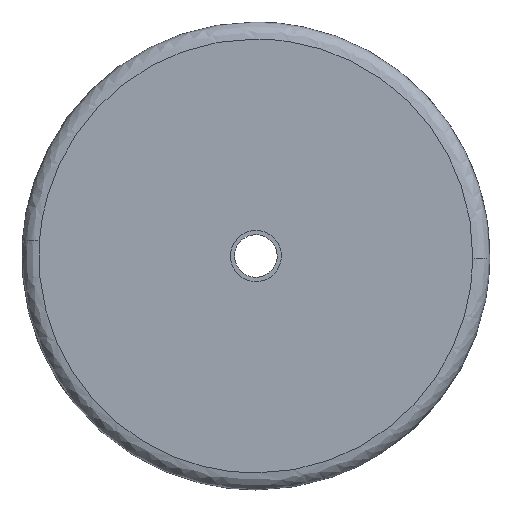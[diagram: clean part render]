
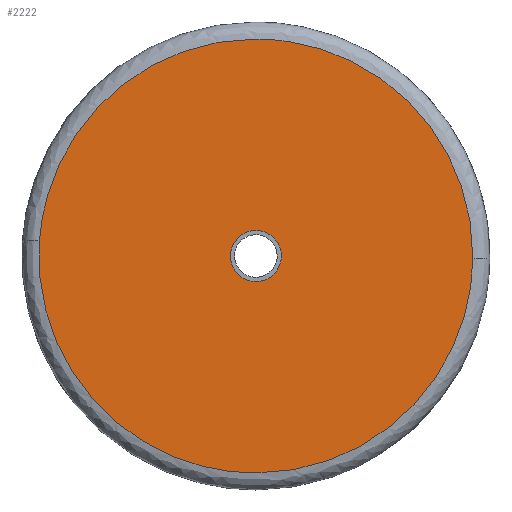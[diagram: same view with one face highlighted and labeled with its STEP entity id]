
A CAD part, front view. The second image highlights one B-rep face of the part: STEP entity #2222.
In plain terms, the highlighted free-form (B-spline) face has degree [1, 1] with [2, 2] control points.
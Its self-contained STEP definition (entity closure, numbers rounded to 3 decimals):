
#1111=CARTESIAN_POINT('',(2.383,-8.0,-0.283));
#1112=VERTEX_POINT('',#1111);
#1113=CARTESIAN_POINT('',(0.0,-8.0,2.4));
#1114=VERTEX_POINT('',#1113);
#1115=CARTESIAN_POINT('',(2.383,-8.0,-0.283));
#1116=CARTESIAN_POINT('',(2.4,-8.0,-0.142));
#1117=CARTESIAN_POINT('',(2.4,-8.0,0.));
#1118=CARTESIAN_POINT('',(2.4,-8.0,2.4));
#1119=CARTESIAN_POINT('',(0.0,-8.0,2.4));
#1127=(BOUNDED_CURVE()B_SPLINE_CURVE(2,(#1115,#1116,#1117,#1118,#1119),.UNSPECIFIED.,.F.,.U.)B_SPLINE_CURVE_WITH_KNOTS((3,2,3),(0.23,0.25,0.5),.UNSPECIFIED.)CURVE()GEOMETRIC_REPRESENTATION_ITEM()RATIONAL_B_SPLINE_CURVE((0.956,0.976,1.0,0.707,1.0))REPRESENTATION_ITEM(''));
#1128=EDGE_CURVE('',#1112,#1114,#1127,.T.);
#1130=CARTESIAN_POINT('',(-2.396,-8.0,0.147));
#1131=VERTEX_POINT('',#1130);
#1132=CARTESIAN_POINT('',(0.0,-8.0,2.4));
#1133=CARTESIAN_POINT('',(-2.258,-8.0,2.4));
#1134=CARTESIAN_POINT('',(-2.396,-8.0,0.147));
#1142=(BOUNDED_CURVE()B_SPLINE_CURVE(2,(#1132,#1133,#1134),.UNSPECIFIED.,.F.,.U.)B_SPLINE_CURVE_WITH_KNOTS((3,3),(0.5,0.739),.UNSPECIFIED.)CURVE()GEOMETRIC_REPRESENTATION_ITEM()RATIONAL_B_SPLINE_CURVE((1.0,0.72,0.976))REPRESENTATION_ITEM(''));
#1143=EDGE_CURVE('',#1114,#1131,#1142,.T.);
#1210=CARTESIAN_POINT('',(0.0,-8.0,-2.4));
#1211=VERTEX_POINT('',#1210);
#1212=CARTESIAN_POINT('',(0.0,-8.0,-2.4));
#1213=CARTESIAN_POINT('',(2.132,-8.0,-2.4));
#1214=CARTESIAN_POINT('',(2.383,-8.0,-0.283));
#1222=(BOUNDED_CURVE()B_SPLINE_CURVE(2,(#1212,#1213,#1214),.UNSPECIFIED.,.F.,.U.)B_SPLINE_CURVE_WITH_KNOTS((3,3),(0.0,0.23),.UNSPECIFIED.)CURVE()GEOMETRIC_REPRESENTATION_ITEM()RATIONAL_B_SPLINE_CURVE((1.0,0.731,0.956))REPRESENTATION_ITEM(''));
#1223=EDGE_CURVE('',#1211,#1112,#1222,.T.);
#1257=CARTESIAN_POINT('',(-2.396,-8.0,0.147));
#1258=CARTESIAN_POINT('',(-2.4,-8.0,0.073));
#1259=CARTESIAN_POINT('',(-2.4,-8.0,0.));
#1260=CARTESIAN_POINT('',(-2.4,-8.0,-2.4));
#1261=CARTESIAN_POINT('',(0.0,-8.0,-2.4));
#1269=(BOUNDED_CURVE()B_SPLINE_CURVE(2,(#1257,#1258,#1259,#1260,#1261),.UNSPECIFIED.,.F.,.U.)B_SPLINE_CURVE_WITH_KNOTS((3,2,3),(0.739,0.75,1.0),.UNSPECIFIED.)CURVE()GEOMETRIC_REPRESENTATION_ITEM()RATIONAL_B_SPLINE_CURVE((0.976,0.988,1.0,0.707,1.0))REPRESENTATION_ITEM(''));
#1270=EDGE_CURVE('',#1131,#1211,#1269,.T.);
#2078=CARTESIAN_POINT('',(-20.35,-8.0,1.423));
#2079=VERTEX_POINT('',#2078);
#2080=CARTESIAN_POINT('',(0.0,-8.0,-20.4));
#2081=VERTEX_POINT('',#2080);
#2082=CARTESIAN_POINT('',(-20.35,-8.0,1.423));
#2083=CARTESIAN_POINT('',(-20.4,-8.0,0.712));
#2084=CARTESIAN_POINT('',(-20.4,-8.0,0.));
#2085=CARTESIAN_POINT('',(-20.4,-8.0,-20.4));
#2086=CARTESIAN_POINT('',(0.0,-8.0,-20.4));
#2094=(BOUNDED_CURVE()B_SPLINE_CURVE(2,(#2082,#2083,#2084,#2085,#2086),.UNSPECIFIED.,.F.,.U.)B_SPLINE_CURVE_WITH_KNOTS((3,2,3),(0.738,0.75,1.0),.UNSPECIFIED.)CURVE()GEOMETRIC_REPRESENTATION_ITEM()RATIONAL_B_SPLINE_CURVE((0.973,0.986,1.0,0.707,1.0))REPRESENTATION_ITEM(''));
#2095=EDGE_CURVE('',#2079,#2081,#2094,.T.);
#2114=CARTESIAN_POINT('',(20.398,-8.0,-0.256));
#2115=VERTEX_POINT('',#2114);
#2129=CARTESIAN_POINT('',(0.0,-8.0,-20.4));
#2130=CARTESIAN_POINT('',(20.145,-8.0,-20.4));
#2131=CARTESIAN_POINT('',(20.398,-8.,-0.256));
#2139=(BOUNDED_CURVE()B_SPLINE_CURVE(2,(#2129,#2130,#2131),.UNSPECIFIED.,.F.,.U.)B_SPLINE_CURVE_WITH_KNOTS((3,3),(0.0,0.248),.UNSPECIFIED.)CURVE()GEOMETRIC_REPRESENTATION_ITEM()RATIONAL_B_SPLINE_CURVE((1.0,0.71,0.995))REPRESENTATION_ITEM(''));
#2140=EDGE_CURVE('',#2081,#2115,#2139,.T.);
#2168=CARTESIAN_POINT('',(0.0,-8.0,20.4));
#2169=VERTEX_POINT('',#2168);
#2170=CARTESIAN_POINT('',(0.0,-8.0,20.4));
#2171=CARTESIAN_POINT('',(-19.024,-8.0,20.4));
#2172=CARTESIAN_POINT('',(-20.35,-8.0,1.423));
#2180=(BOUNDED_CURVE()B_SPLINE_CURVE(2,(#2170,#2171,#2172),.UNSPECIFIED.,.F.,.U.)B_SPLINE_CURVE_WITH_KNOTS((3,3),(0.5,0.738),.UNSPECIFIED.)CURVE()GEOMETRIC_REPRESENTATION_ITEM()RATIONAL_B_SPLINE_CURVE((1.0,0.721,0.973))REPRESENTATION_ITEM(''));
#2181=EDGE_CURVE('',#2169,#2079,#2180,.T.);
#2183=CARTESIAN_POINT('',(20.398,-8.,-0.256));
#2184=CARTESIAN_POINT('',(20.4,-8.,-0.128));
#2185=CARTESIAN_POINT('',(20.4,-8.0,0.));
#2186=CARTESIAN_POINT('',(20.4,-8.0,20.4));
#2187=CARTESIAN_POINT('',(0.0,-8.0,20.4));
#2195=(BOUNDED_CURVE()B_SPLINE_CURVE(2,(#2183,#2184,#2185,#2186,#2187),.UNSPECIFIED.,.F.,.U.)B_SPLINE_CURVE_WITH_KNOTS((3,2,3),(0.248,0.25,0.5),.UNSPECIFIED.)CURVE()GEOMETRIC_REPRESENTATION_ITEM()RATIONAL_B_SPLINE_CURVE((0.995,0.997,1.0,0.707,1.0))REPRESENTATION_ITEM(''));
#2196=EDGE_CURVE('',#2115,#2169,#2195,.T.);
#2205=CARTESIAN_POINT('',(-22.435,-8.0,-22.438));
#2206=CARTESIAN_POINT('',(-22.435,-8.0,22.438));
#2207=CARTESIAN_POINT('',(22.436,-8.0,-22.438));
#2208=CARTESIAN_POINT('',(22.436,-8.0,22.438));
#2209=B_SPLINE_SURFACE_WITH_KNOTS('',1,1,((#2205,#2207),(#2206,#2208)),.UNSPECIFIED.,.F.,.F.,.U.,(2,2),(2,2),(0.0,44.876),(0.0,44.872),.UNSPECIFIED.);
#2210=ORIENTED_EDGE('',*,*,#2140,.T.);
#2211=ORIENTED_EDGE('',*,*,#2196,.T.);
#2212=ORIENTED_EDGE('',*,*,#2181,.T.);
#2213=ORIENTED_EDGE('',*,*,#2095,.T.);
#2214=EDGE_LOOP('',(#2210,#2211,#2212,#2213));
#2215=FACE_OUTER_BOUND('',#2214,.T.);
#2216=ORIENTED_EDGE('',*,*,#1143,.F.);
#2217=ORIENTED_EDGE('',*,*,#1128,.F.);
#2218=ORIENTED_EDGE('',*,*,#1223,.F.);
#2219=ORIENTED_EDGE('',*,*,#1270,.F.);
#2220=EDGE_LOOP('',(#2216,#2217,#2218,#2219));
#2221=FACE_BOUND('',#2220,.T.);
#2222=ADVANCED_FACE('',(#2215,#2221),#2209,.F.);
